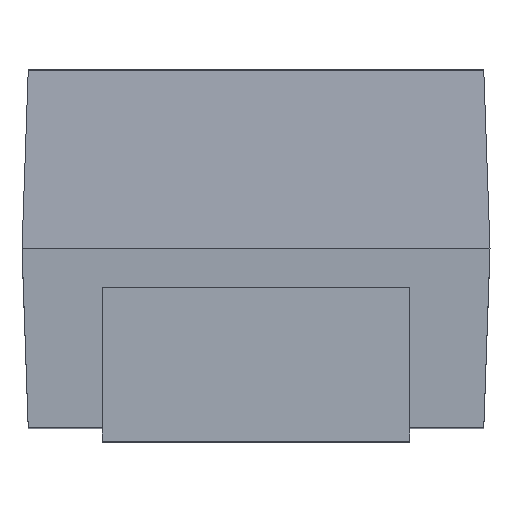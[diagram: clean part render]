
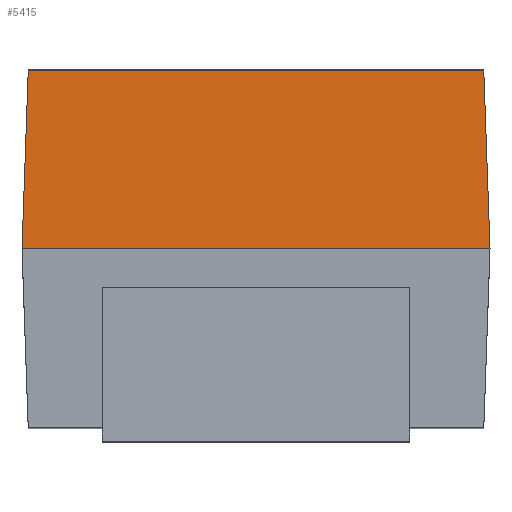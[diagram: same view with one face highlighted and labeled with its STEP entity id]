
A CAD part, top view. The second image highlights one B-rep face of the part: STEP entity #5415.
In plain terms, the highlighted planar face has unit normal (0, 0.035, 0.999).
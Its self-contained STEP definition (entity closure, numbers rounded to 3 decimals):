
#23 = EDGE_CURVE ( 'NONE', #1787, #5520, #2757, .T. ) ;
#112 = LINE ( 'NONE', #1064, #5422 ) ;
#165 = CARTESIAN_POINT ( 'NONE',  ( 1.63, 1.275, 3.055 ) ) ;
#311 = CARTESIAN_POINT ( 'NONE',  ( 1.675, 0., 3.1 ) ) ;
#458 = CARTESIAN_POINT ( 'NONE',  ( -1.675, 0., 3.1 ) ) ;
#605 = DIRECTION ( 'NONE',  ( 1., 0., 0. ) ) ;
#769 = EDGE_CURVE ( 'NONE', #1787, #1120, #873, .T. ) ;
#861 = ORIENTED_EDGE ( 'NONE', *, *, #5821, .T. ) ;
#873 = LINE ( 'NONE', #3530, #4839 ) ;
#1064 = CARTESIAN_POINT ( 'NONE',  ( -1.675, 0., 3.1 ) ) ;
#1085 = LINE ( 'NONE', #3851, #1793 ) ;
#1120 = VERTEX_POINT ( 'NONE', #458 ) ;
#1598 = ORIENTED_EDGE ( 'NONE', *, *, #2787, .F. ) ;
#1787 = VERTEX_POINT ( 'NONE', #5954 ) ;
#1793 = VECTOR ( 'NONE', #3499, 1000. ) ;
#1930 = FACE_OUTER_BOUND ( 'NONE', #3296, .T. ) ;
#2184 = DIRECTION ( 'NONE',  ( -0.035, -0.999, 0.035 ) ) ;
#2331 = PLANE ( 'NONE',  #2617 ) ;
#2617 = AXIS2_PLACEMENT_3D ( 'NONE', #5562, #4220, #3322 ) ;
#2731 = VECTOR ( 'NONE', #4501, 1000. ) ;
#2757 = LINE ( 'NONE', #5532, #2731 ) ;
#2787 = EDGE_CURVE ( 'NONE', #5520, #3039, #1085, .T. ) ;
#3039 = VERTEX_POINT ( 'NONE', #311 ) ;
#3296 = EDGE_LOOP ( 'NONE', ( #861, #1598, #3408, #5454 ) ) ;
#3322 = DIRECTION ( 'NONE',  ( 0., -0.999, 0.035 ) ) ;
#3408 = ORIENTED_EDGE ( 'NONE', *, *, #23, .F. ) ;
#3499 = DIRECTION ( 'NONE',  ( 0.035, -0.999, 0.035 ) ) ;
#3530 = CARTESIAN_POINT ( 'NONE',  ( -1.675, 0., 3.1 ) ) ;
#3851 = CARTESIAN_POINT ( 'NONE',  ( 1.667, 0.216, 3.092 ) ) ;
#4220 = DIRECTION ( 'NONE',  ( 0., 0.035, 0.999 ) ) ;
#4501 = DIRECTION ( 'NONE',  ( 1., 0., 0. ) ) ;
#4839 = VECTOR ( 'NONE', #2184, 1000. ) ;
#5415 = ADVANCED_FACE ( 'NONE', ( #1930 ), #2331, .T. ) ;
#5422 = VECTOR ( 'NONE', #605, 1000. ) ;
#5454 = ORIENTED_EDGE ( 'NONE', *, *, #769, .T. ) ;
#5520 = VERTEX_POINT ( 'NONE', #165 ) ;
#5532 = CARTESIAN_POINT ( 'NONE',  ( -1.675, 1.275, 3.055 ) ) ;
#5562 = CARTESIAN_POINT ( 'NONE',  ( -1.675, 0., 3.1 ) ) ;
#5821 = EDGE_CURVE ( 'NONE', #1120, #3039, #112, .T. ) ;
#5954 = CARTESIAN_POINT ( 'NONE',  ( -1.63, 1.275, 3.055 ) ) ;
